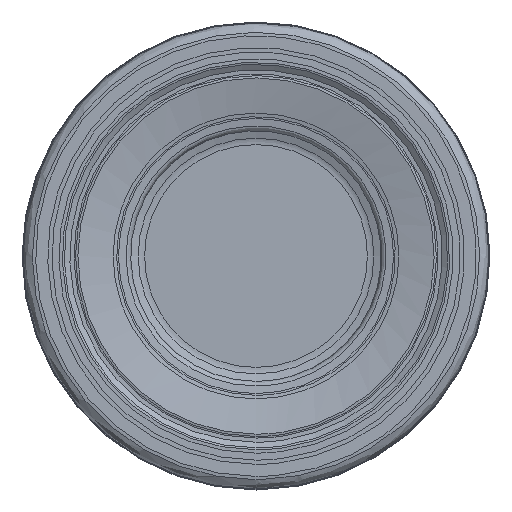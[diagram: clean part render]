
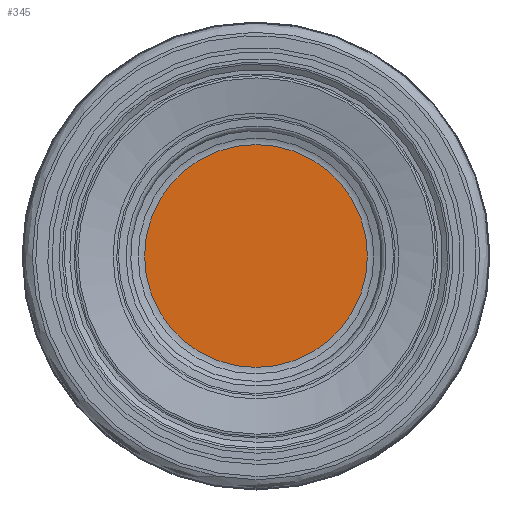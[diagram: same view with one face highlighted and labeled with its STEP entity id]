
A CAD part, left-side view. The second image highlights one B-rep face of the part: STEP entity #345.
In plain terms, the highlighted planar face has unit normal (-1, 0, 0).
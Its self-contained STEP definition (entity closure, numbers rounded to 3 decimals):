
#319=PLANE('',#1004);
#321=FACE_OUTER_BOUND('',#554,.T.);
#345=ADVANCED_FACE('',(#321),#319,.F.);
#554=EDGE_LOOP('',(#682));
#682=ORIENTED_EDGE('',*,*,#862,.T.);
#798=VERTEX_POINT('',#1318);
#862=EDGE_CURVE('',#798,#798,#926,.T.);
#926=CIRCLE('',#1002,5.962);
#1002=AXIS2_PLACEMENT_3D('',#1317,#1109,#1110);
#1004=AXIS2_PLACEMENT_3D('',#1320,#1113,#1114);
#1109=DIRECTION('',(-1.,0.,0.));
#1110=DIRECTION('',(0.,0.,1.));
#1113=DIRECTION('',(1.,0.,0.));
#1114=DIRECTION('',(0.,0.,-1.));
#1317=CARTESIAN_POINT('',(1.5,0.,0.));
#1318=CARTESIAN_POINT('',(1.5,0.,5.962));
#1320=CARTESIAN_POINT('',(1.5,5.962,0.));
